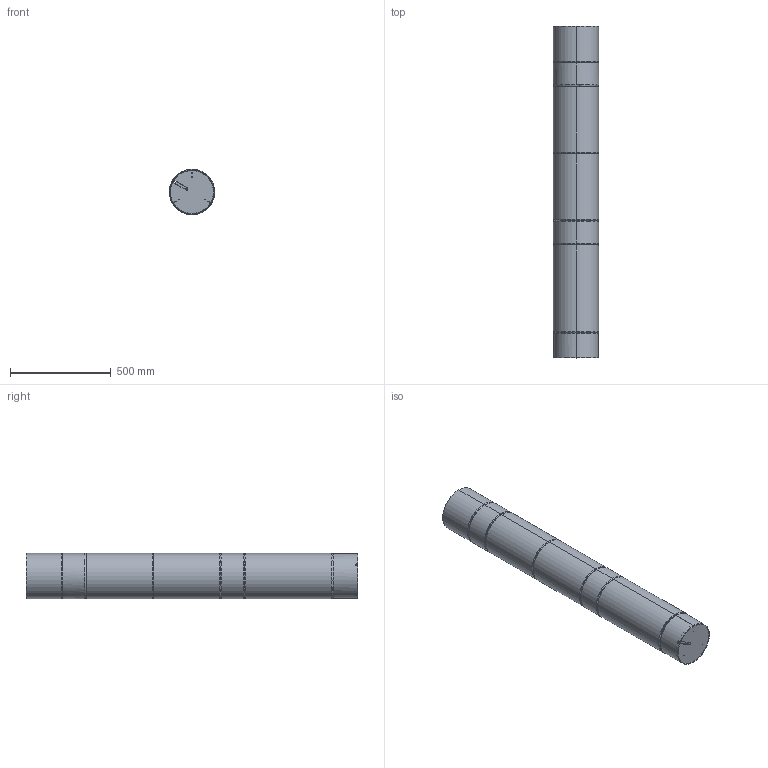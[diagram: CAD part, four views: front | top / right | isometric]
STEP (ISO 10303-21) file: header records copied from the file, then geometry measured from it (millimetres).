
FILE_DESCRIPTION (( 'STEP AP203' ), '1' );
FILE_NAME ('STACKING_C_STEP.STEP', '2016-01-13T15:00:42', ( 'admin' ), ( '' ), 'SwSTEP 2.0', 'SolidWorks 2015', '' );
FILE_SCHEMA (( 'CONFIG_CONTROL_DESIGN' ));
Length unit declared in the file: millimetre
Products named in the file (2): STACKING_C_STEP
Bounding box: 225 x 1646.2 x 225 mm (x, y, z)
Volume: 6361232.3 mm3; surface area: 3256793.7 mm2
Topology: 8 solids, 8 shells, 165 faces, 374 edges, 232 vertices
Faces by surface type: cylinder 80, bspline 40, plane 31, torus 14
Entity records: 5998 total; most frequent: CARTESIAN_POINT 2214, DIRECTION 799, ORIENTED_EDGE 748, EDGE_CURVE 374, AXIS2_PLACEMENT_3D 349, VERTEX_POINT 232, CIRCLE 222, EDGE_LOOP 188
